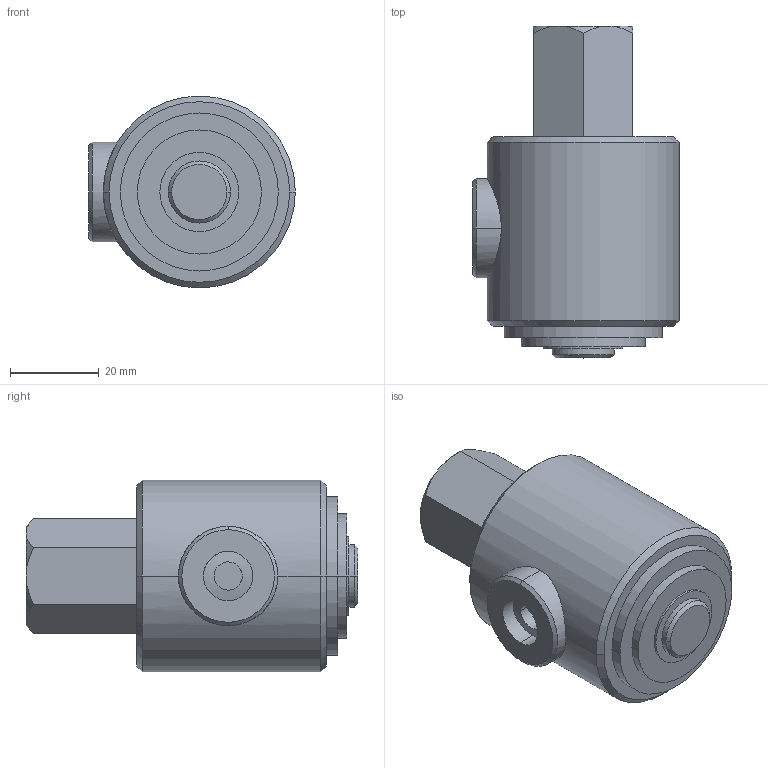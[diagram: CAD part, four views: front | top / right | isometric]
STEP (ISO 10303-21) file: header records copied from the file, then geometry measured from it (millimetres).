
FILE_DESCRIPTION((''),'2;1');
FILE_NAME('ILC32146141','2005-05-02T',('KR'),(''),'PRO/ENGINEER BY PARAMETRIC TECHNOLOGY CORPORATION, 2004290','PRO/ENGINEER BY PARAMETRIC TECHNOLOGY CORPORATION, 2004290','');
FILE_SCHEMA(('AUTOMOTIVE_DESIGN_CC2 { 1 2 10303 214 -1 1 5 2 }'));
Length unit declared in the file: inch
Products named in the file (1): ILC32146141
Bounding box: 46.48 x 74.68 x 43.18 mm (x, y, z)
Volume: 76005.7 mm3; surface area: 12162.6 mm2
Topology: 1 solids, 1 shells, 49 faces, 108 edges, 69 vertices
Faces by surface type: cylinder 19, plane 16, cone 14
Entity records: 1611 total; most frequent: CARTESIAN_POINT 402, DIRECTION 230, ORIENTED_EDGE 216, EDGE_CURVE 108, COLOUR_RGB 105, AXIS2_PLACEMENT_3D 93, VERTEX_POINT 69, EDGE_LOOP 57
